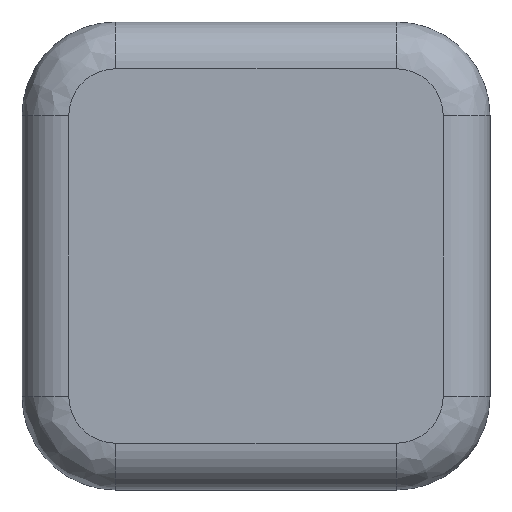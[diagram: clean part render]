
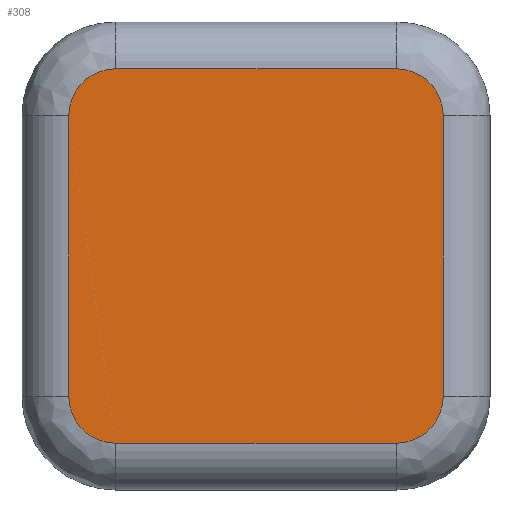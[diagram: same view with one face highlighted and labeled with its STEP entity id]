
A CAD part, left-side view. The second image highlights one B-rep face of the part: STEP entity #308.
In plain terms, the highlighted planar face has unit normal (-1, 0, 0).
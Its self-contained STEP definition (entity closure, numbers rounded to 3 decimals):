
#18=PLANE('',#365);
#39=FACE_OUTER_BOUND('',#59,.T.);
#59=EDGE_LOOP('',(#249,#250,#251,#252,#253,#254,#255,#256));
#68=LINE('',#482,#89);
#71=LINE('',#505,#92);
#73=LINE('',#525,#94);
#75=LINE('',#545,#96);
#89=VECTOR('',#383,10.);
#92=VECTOR('',#398,10.);
#94=VECTOR('',#410,10.);
#96=VECTOR('',#422,10.);
#114=CIRCLE('',#344,1.);
#118=CIRCLE('',#349,1.);
#122=CIRCLE('',#354,1.);
#125=CIRCLE('',#358,1.);
#133=VERTEX_POINT('',#479);
#134=VERTEX_POINT('',#481);
#136=VERTEX_POINT('',#495);
#138=VERTEX_POINT('',#501);
#140=VERTEX_POINT('',#515);
#142=VERTEX_POINT('',#521);
#144=VERTEX_POINT('',#535);
#146=VERTEX_POINT('',#541);
#159=EDGE_CURVE('',#133,#134,#68,.T.);
#164=EDGE_CURVE('',#134,#136,#114,.T.);
#167=EDGE_CURVE('',#136,#138,#71,.T.);
#170=EDGE_CURVE('',#138,#140,#118,.T.);
#173=EDGE_CURVE('',#140,#142,#73,.T.);
#176=EDGE_CURVE('',#142,#144,#122,.T.);
#179=EDGE_CURVE('',#144,#146,#75,.T.);
#181=EDGE_CURVE('',#146,#133,#125,.T.);
#249=ORIENTED_EDGE('',*,*,#159,.F.);
#250=ORIENTED_EDGE('',*,*,#181,.F.);
#251=ORIENTED_EDGE('',*,*,#179,.F.);
#252=ORIENTED_EDGE('',*,*,#176,.F.);
#253=ORIENTED_EDGE('',*,*,#173,.F.);
#254=ORIENTED_EDGE('',*,*,#170,.F.);
#255=ORIENTED_EDGE('',*,*,#167,.F.);
#256=ORIENTED_EDGE('',*,*,#164,.F.);
#308=ADVANCED_FACE('',(#39),#18,.F.);
#344=AXIS2_PLACEMENT_3D('',#499,#391,#392);
#349=AXIS2_PLACEMENT_3D('',#519,#403,#404);
#354=AXIS2_PLACEMENT_3D('',#539,#415,#416);
#358=AXIS2_PLACEMENT_3D('',#556,#425,#426);
#365=AXIS2_PLACEMENT_3D('',#575,#446,#447);
#383=DIRECTION('',(0.,-1.,0.));
#391=DIRECTION('center_axis',(1.,0.,0.));
#392=DIRECTION('ref_axis',(0.,-0.707,0.707));
#398=DIRECTION('',(0.,0.,-1.));
#403=DIRECTION('center_axis',(1.,0.,0.));
#404=DIRECTION('ref_axis',(0.,-0.707,-0.707));
#410=DIRECTION('',(0.,1.,0.));
#415=DIRECTION('center_axis',(1.,0.,0.));
#416=DIRECTION('ref_axis',(0.,0.707,-0.707));
#422=DIRECTION('',(0.,0.,1.));
#425=DIRECTION('center_axis',(1.,0.,0.));
#426=DIRECTION('ref_axis',(0.,0.707,0.707));
#446=DIRECTION('center_axis',(1.,0.,0.));
#447=DIRECTION('ref_axis',(0.,0.,-1.));
#479=CARTESIAN_POINT('',(0.,8.,-1.));
#481=CARTESIAN_POINT('',(0.,2.,-1.));
#482=CARTESIAN_POINT('',(0.,7.5,-1.));
#495=CARTESIAN_POINT('',(0.,1.,-2.));
#499=CARTESIAN_POINT('Origin',(0.,2.,-2.));
#501=CARTESIAN_POINT('',(0.,1.,-8.));
#505=CARTESIAN_POINT('',(0.,1.,-2.5));
#515=CARTESIAN_POINT('',(0.,2.,-9.));
#519=CARTESIAN_POINT('Origin',(0.,2.,-8.));
#521=CARTESIAN_POINT('',(0.,8.,-9.));
#525=CARTESIAN_POINT('',(0.,2.5,-9.));
#535=CARTESIAN_POINT('',(0.,9.,-8.));
#539=CARTESIAN_POINT('Origin',(0.,8.,-8.));
#541=CARTESIAN_POINT('',(0.,9.,-2.));
#545=CARTESIAN_POINT('',(0.,9.,-7.5));
#556=CARTESIAN_POINT('Origin',(0.,8.,-2.));
#575=CARTESIAN_POINT('Origin',(0.,5.,-5.));
